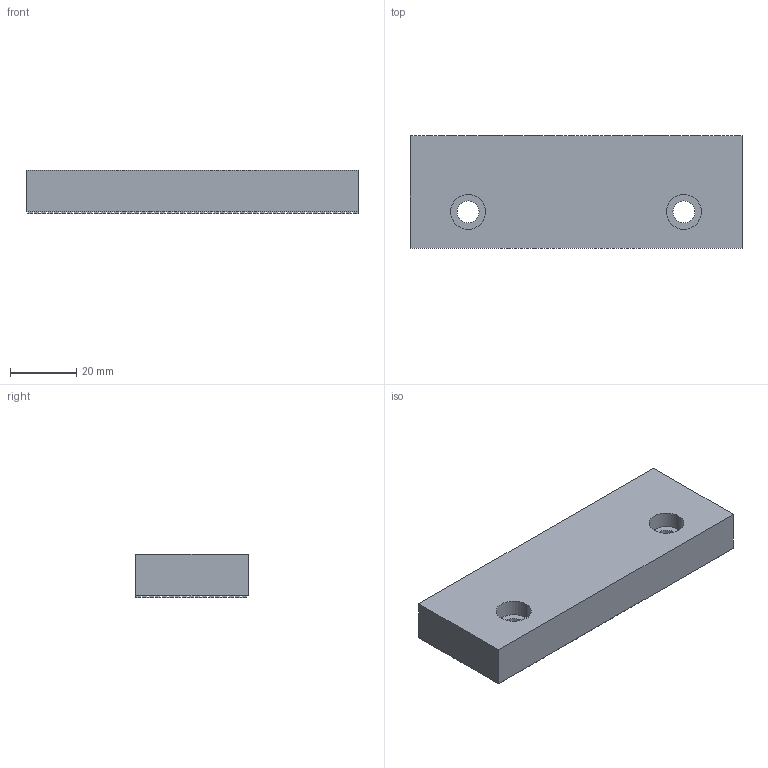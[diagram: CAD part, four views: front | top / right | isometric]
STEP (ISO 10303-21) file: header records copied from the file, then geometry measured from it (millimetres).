
FILE_DESCRIPTION(('STEP AP214'),'1');
FILE_NAME('HALDERN_EH_23231_0020.stp','2015-05-04T09:25:07',('TraceParts'),('TraceParts S.A.'),'Spatial InterOp 3D',' ',' ');
FILE_SCHEMA(('automotive_design'));
Length unit declared in the file: millimetre
Products named in the file (1): 1
Bounding box: 100 x 34 x 13 mm (x, y, z)
Volume: 41557 mm3; surface area: 13201 mm2
Topology: 1 solids, 1 shells, 4028 faces, 9894 edges, 6596 vertices
Faces by surface type: plane 4016, cylinder 12
Entity records: 148470 total; most frequent: CARTESIAN_POINT 20519, ORIENTED_EDGE 19788, DIRECTION 18036, EDGE_CURVE 9894, LINE 9810, VECTOR 9810, VERTEX_POINT 6596, EDGE_LOOP 4760
